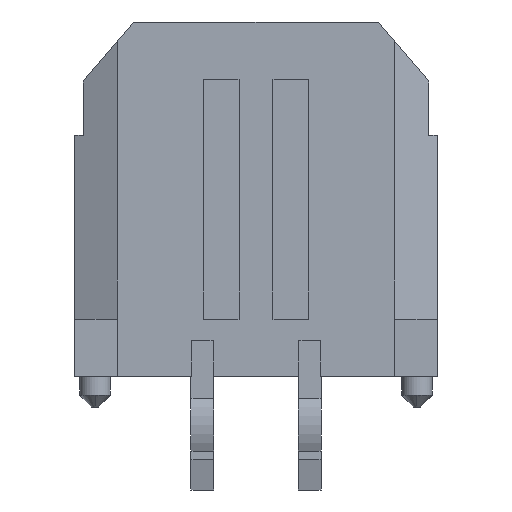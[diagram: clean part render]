
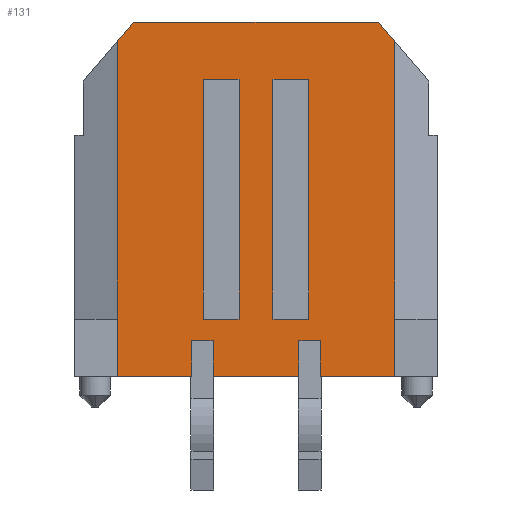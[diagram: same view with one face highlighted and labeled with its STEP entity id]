
A CAD part, front view. The second image highlights one B-rep face of the part: STEP entity #131.
In plain terms, the highlighted planar face has unit normal (0, -1, 0).
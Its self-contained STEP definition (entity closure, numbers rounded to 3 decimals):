
#131=ADVANCED_FACE('',(#451,#452,#453),#454,.T.);
#451=FACE_OUTER_BOUND('',#956,.T.);
#452=FACE_BOUND('',#957,.T.);
#453=FACE_BOUND('',#958,.T.);
#454=PLANE('',#959);
#956=EDGE_LOOP('',(#1892,#1893,#1894,#1895,#1896,#1897,#1898,#1899,#1900,#1901,#1902,#1903,#1904,#1905,#1906,#1907,#1908,#1909));
#957=EDGE_LOOP('',(#1910,#1911,#1912,#1913));
#958=EDGE_LOOP('',(#1914,#1915,#1916,#1917));
#959=AXIS2_PLACEMENT_3D('',#1918,#1919,#1920);
#1892=ORIENTED_EDGE('',*,*,#3654,.T.);
#1893=ORIENTED_EDGE('',*,*,#3655,.F.);
#1894=ORIENTED_EDGE('',*,*,#3652,.F.);
#1895=ORIENTED_EDGE('',*,*,#3559,.T.);
#1896=ORIENTED_EDGE('',*,*,#3550,.T.);
#1897=ORIENTED_EDGE('',*,*,#3533,.F.);
#1898=ORIENTED_EDGE('',*,*,#3647,.F.);
#1899=ORIENTED_EDGE('',*,*,#3656,.F.);
#1900=ORIENTED_EDGE('',*,*,#3657,.T.);
#1901=ORIENTED_EDGE('',*,*,#3658,.F.);
#1902=ORIENTED_EDGE('',*,*,#3434,.T.);
#1903=ORIENTED_EDGE('',*,*,#3659,.F.);
#1904=ORIENTED_EDGE('',*,*,#3660,.T.);
#1905=ORIENTED_EDGE('',*,*,#3661,.T.);
#1906=ORIENTED_EDGE('',*,*,#3662,.T.);
#1907=ORIENTED_EDGE('',*,*,#3663,.T.);
#1908=ORIENTED_EDGE('',*,*,#3648,.F.);
#1909=ORIENTED_EDGE('',*,*,#3573,.T.);
#1910=ORIENTED_EDGE('',*,*,#3664,.F.);
#1911=ORIENTED_EDGE('',*,*,#3665,.F.);
#1912=ORIENTED_EDGE('',*,*,#3666,.T.);
#1913=ORIENTED_EDGE('',*,*,#3667,.T.);
#1914=ORIENTED_EDGE('',*,*,#3668,.F.);
#1915=ORIENTED_EDGE('',*,*,#3669,.F.);
#1916=ORIENTED_EDGE('',*,*,#3670,.T.);
#1917=ORIENTED_EDGE('',*,*,#3671,.T.);
#1918=CARTESIAN_POINT('',(-4.825,-3.43,4.955));
#1919=DIRECTION('',(0.0,-1.0,0.0));
#1920=DIRECTION('',(0.0,0.0,-1.0));
#3434=EDGE_CURVE('',#4177,#4175,#4178,.T.);
#3533=EDGE_CURVE('',#4350,#4352,#4353,.T.);
#3550=EDGE_CURVE('',#4382,#4352,#4383,.T.);
#3559=EDGE_CURVE('',#4396,#4382,#4397,.T.);
#3573=EDGE_CURVE('',#4421,#4419,#4422,.T.);
#3647=EDGE_CURVE('',#4553,#4350,#4555,.T.);
#3648=EDGE_CURVE('',#4421,#4556,#4557,.T.);
#3652=EDGE_CURVE('',#4396,#4563,#4564,.T.);
#3654=EDGE_CURVE('',#4419,#4566,#4567,.T.);
#3655=EDGE_CURVE('',#4563,#4566,#4568,.T.);
#3656=EDGE_CURVE('',#4569,#4553,#4570,.T.);
#3657=EDGE_CURVE('',#4569,#4571,#4572,.T.);
#3658=EDGE_CURVE('',#4177,#4571,#4573,.T.);
#3659=EDGE_CURVE('',#4574,#4175,#4575,.T.);
#3660=EDGE_CURVE('',#4574,#4576,#4577,.T.);
#3661=EDGE_CURVE('',#4576,#4578,#4579,.T.);
#3662=EDGE_CURVE('',#4578,#4580,#4581,.T.);
#3663=EDGE_CURVE('',#4580,#4556,#4582,.T.);
#3664=EDGE_CURVE('',#4583,#4584,#4585,.T.);
#3665=EDGE_CURVE('',#4586,#4583,#4587,.T.);
#3666=EDGE_CURVE('',#4586,#4588,#4589,.T.);
#3667=EDGE_CURVE('',#4588,#4584,#4590,.T.);
#3668=EDGE_CURVE('',#4591,#4592,#4593,.T.);
#3669=EDGE_CURVE('',#4594,#4591,#4595,.T.);
#3670=EDGE_CURVE('',#4594,#4596,#4597,.T.);
#3671=EDGE_CURVE('',#4596,#4592,#4598,.T.);
#4175=VERTEX_POINT('',#5307);
#4177=VERTEX_POINT('',#5310);
#4178=LINE('',#5311,#5312);
#4350=VERTEX_POINT('',#5575);
#4352=VERTEX_POINT('',#5578);
#4353=LINE('',#5579,#5580);
#4382=VERTEX_POINT('',#5625);
#4383=LINE('',#5626,#5627);
#4396=VERTEX_POINT('',#5648);
#4397=LINE('',#5649,#5650);
#4419=VERTEX_POINT('',#5684);
#4421=VERTEX_POINT('',#5687);
#4422=LINE('',#5688,#5689);
#4553=VERTEX_POINT('',#5892);
#4555=LINE('',#5895,#5896);
#4556=VERTEX_POINT('',#5897);
#4557=LINE('',#5898,#5899);
#4563=VERTEX_POINT('',#5908);
#4564=LINE('',#5909,#5910);
#4566=VERTEX_POINT('',#5913);
#4567=LINE('',#5914,#5915);
#4568=LINE('',#5916,#5917);
#4569=VERTEX_POINT('',#5918);
#4570=LINE('',#5919,#5920);
#4571=VERTEX_POINT('',#5921);
#4572=LINE('',#5922,#5923);
#4573=LINE('',#5924,#5925);
#4574=VERTEX_POINT('',#5926);
#4575=LINE('',#5927,#5928);
#4576=VERTEX_POINT('',#5929);
#4577=LINE('',#5930,#5931);
#4578=VERTEX_POINT('',#5932);
#4579=LINE('',#5933,#5934);
#4580=VERTEX_POINT('',#5935);
#4581=LINE('',#5936,#5937);
#4582=LINE('',#5938,#5939);
#4583=VERTEX_POINT('',#5940);
#4584=VERTEX_POINT('',#5941);
#4585=LINE('',#5942,#5943);
#4586=VERTEX_POINT('',#5944);
#4587=LINE('',#5945,#5946);
#4588=VERTEX_POINT('',#5947);
#4589=LINE('',#5948,#5949);
#4590=LINE('',#5950,#5951);
#4591=VERTEX_POINT('',#5952);
#4592=VERTEX_POINT('',#5953);
#4593=LINE('',#5954,#5955);
#4594=VERTEX_POINT('',#5956);
#4595=LINE('',#5957,#5958);
#4596=VERTEX_POINT('',#5959);
#4597=LINE('',#5960,#5961);
#4598=LINE('',#5962,#5963);
#5307=CARTESIAN_POINT('',(3.425,-3.43,4.955));
#5310=CARTESIAN_POINT('',(3.884,-3.43,4.413));
#5311=CARTESIAN_POINT('',(3.884,-3.43,4.413));
#5312=VECTOR('',#6938,0.71);
#5575=CARTESIAN_POINT('',(1.799,-3.43,-4.955));
#5578=CARTESIAN_POINT('',(1.799,-3.43,-3.955));
#5579=CARTESIAN_POINT('',(1.799,-3.43,-4.955));
#5580=VECTOR('',#7049,1.0);
#5625=CARTESIAN_POINT('',(1.202,-3.43,-3.955));
#5626=CARTESIAN_POINT('',(1.202,-3.43,-3.955));
#5627=VECTOR('',#7066,0.597);
#5648=CARTESIAN_POINT('',(1.202,-3.43,-4.955));
#5649=CARTESIAN_POINT('',(1.202,-3.43,-4.955));
#5650=VECTOR('',#7075,1.0);
#5684=CARTESIAN_POINT('',(-1.799,-3.43,-3.955));
#5687=CARTESIAN_POINT('',(-1.799,-3.43,-4.955));
#5688=CARTESIAN_POINT('',(-1.799,-3.43,-4.955));
#5689=VECTOR('',#7089,1.0);
#5892=CARTESIAN_POINT('',(3.875,-3.43,-4.955));
#5895=CARTESIAN_POINT('',(3.875,-3.43,-4.955));
#5896=VECTOR('',#7163,2.077);
#5897=CARTESIAN_POINT('',(-3.875,-3.43,-4.955));
#5898=CARTESIAN_POINT('',(-1.799,-3.43,-4.955));
#5899=VECTOR('',#7164,2.077);
#5908=CARTESIAN_POINT('',(-1.202,-3.43,-4.955));
#5909=CARTESIAN_POINT('',(1.202,-3.43,-4.955));
#5910=VECTOR('',#7168,2.403);
#5913=CARTESIAN_POINT('',(-1.202,-3.43,-3.955));
#5914=CARTESIAN_POINT('',(-1.799,-3.43,-3.955));
#5915=VECTOR('',#7170,0.597);
#5916=CARTESIAN_POINT('',(-1.202,-3.43,-4.955));
#5917=VECTOR('',#7171,1.0);
#5918=CARTESIAN_POINT('',(3.875,-3.43,-3.355));
#5919=CARTESIAN_POINT('',(3.875,-3.43,-3.355));
#5920=VECTOR('',#7172,1.6);
#5921=CARTESIAN_POINT('',(3.884,-3.43,-3.355));
#5922=CARTESIAN_POINT('',(3.875,-3.43,-3.355));
#5923=VECTOR('',#7173,0.009);
#5924=CARTESIAN_POINT('',(3.884,-3.43,4.413));
#5925=VECTOR('',#7174,7.768);
#5926=CARTESIAN_POINT('',(-3.425,-3.43,4.955));
#5927=CARTESIAN_POINT('',(-3.425,-3.43,4.955));
#5928=VECTOR('',#7175,6.85);
#5929=CARTESIAN_POINT('',(-3.884,-3.43,4.413));
#5930=CARTESIAN_POINT('',(-3.425,-3.43,4.955));
#5931=VECTOR('',#7176,0.71);
#5932=CARTESIAN_POINT('',(-3.884,-3.43,-3.355));
#5933=CARTESIAN_POINT('',(-3.884,-3.43,4.413));
#5934=VECTOR('',#7177,7.768);
#5935=CARTESIAN_POINT('',(-3.875,-3.43,-3.355));
#5936=CARTESIAN_POINT('',(-3.884,-3.43,-3.355));
#5937=VECTOR('',#7178,0.009);
#5938=CARTESIAN_POINT('',(-3.875,-3.43,-3.355));
#5939=VECTOR('',#7179,1.6);
#5940=CARTESIAN_POINT('',(1.475,-3.43,-3.355));
#5941=CARTESIAN_POINT('',(1.475,-3.43,3.355));
#5942=CARTESIAN_POINT('',(1.475,-3.43,-3.355));
#5943=VECTOR('',#7180,6.71);
#5944=CARTESIAN_POINT('',(0.475,-3.43,-3.355));
#5945=CARTESIAN_POINT('',(0.475,-3.43,-3.355));
#5946=VECTOR('',#7181,1.0);
#5947=CARTESIAN_POINT('',(0.475,-3.43,3.355));
#5948=CARTESIAN_POINT('',(0.475,-3.43,-3.355));
#5949=VECTOR('',#7182,6.71);
#5950=CARTESIAN_POINT('',(0.475,-3.43,3.355));
#5951=VECTOR('',#7183,1.0);
#5952=CARTESIAN_POINT('',(-0.475,-3.43,-3.355));
#5953=CARTESIAN_POINT('',(-0.475,-3.43,3.355));
#5954=CARTESIAN_POINT('',(-0.475,-3.43,-3.355));
#5955=VECTOR('',#7184,6.71);
#5956=CARTESIAN_POINT('',(-1.475,-3.43,-3.355));
#5957=CARTESIAN_POINT('',(-1.475,-3.43,-3.355));
#5958=VECTOR('',#7185,1.0);
#5959=CARTESIAN_POINT('',(-1.475,-3.43,3.355));
#5960=CARTESIAN_POINT('',(-1.475,-3.43,-3.355));
#5961=VECTOR('',#7186,6.71);
#5962=CARTESIAN_POINT('',(-1.475,-3.43,3.355));
#5963=VECTOR('',#7187,1.0);
#6938=DIRECTION('',(-0.647,0.0,0.763));
#7049=DIRECTION('',(0.0,0.0,1.0));
#7066=DIRECTION('',(1.0,0.0,0.0));
#7075=DIRECTION('',(0.0,0.0,1.0));
#7089=DIRECTION('',(0.0,0.0,1.0));
#7163=DIRECTION('',(-1.0,0.0,0.0));
#7164=DIRECTION('',(-1.0,0.0,0.0));
#7168=DIRECTION('',(-1.0,0.0,0.0));
#7170=DIRECTION('',(1.0,0.0,0.0));
#7171=DIRECTION('',(0.0,0.0,1.0));
#7172=DIRECTION('',(0.0,0.0,-1.0));
#7173=DIRECTION('',(1.0,0.0,0.0));
#7174=DIRECTION('',(0.0,0.0,-1.0));
#7175=DIRECTION('',(1.0,0.0,0.0));
#7176=DIRECTION('',(-0.647,0.0,-0.763));
#7177=DIRECTION('',(0.0,0.0,-1.0));
#7178=DIRECTION('',(1.0,0.,0.));
#7179=DIRECTION('',(0.0,0.0,-1.0));
#7180=DIRECTION('',(0.0,0.0,1.0));
#7181=DIRECTION('',(1.0,0.0,0.0));
#7182=DIRECTION('',(0.0,0.0,1.0));
#7183=DIRECTION('',(1.0,0.0,0.0));
#7184=DIRECTION('',(0.0,0.0,1.0));
#7185=DIRECTION('',(1.0,0.0,0.0));
#7186=DIRECTION('',(0.0,0.0,1.0));
#7187=DIRECTION('',(1.0,0.0,0.0));
